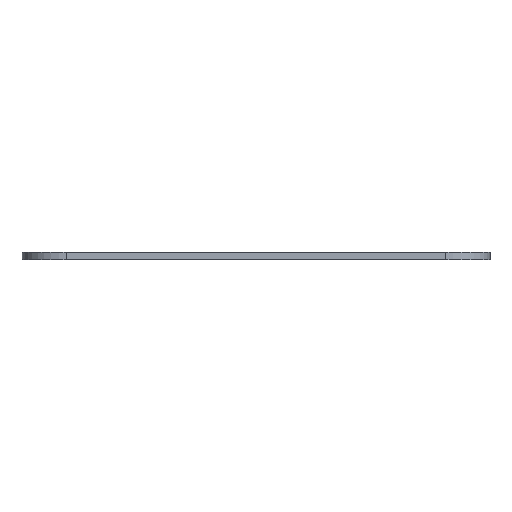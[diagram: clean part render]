
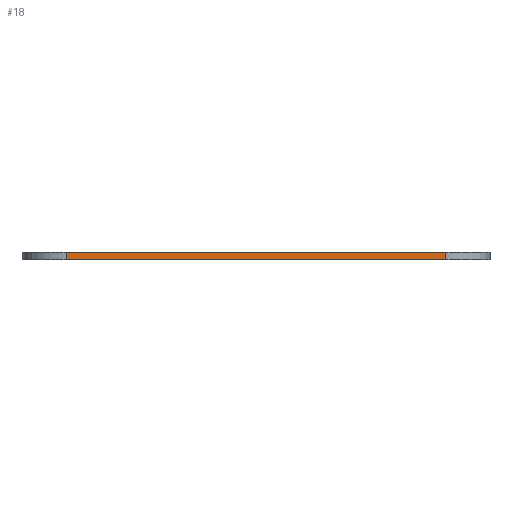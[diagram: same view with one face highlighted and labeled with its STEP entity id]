
A CAD part, left-side view. The second image highlights one B-rep face of the part: STEP entity #18.
In plain terms, the highlighted planar face has unit normal (-1, 0, 0).
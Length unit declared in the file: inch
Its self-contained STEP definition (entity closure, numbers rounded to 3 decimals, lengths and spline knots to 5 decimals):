
#18 = ADVANCED_FACE ( 'NONE', ( #85 ), #267, .T. ) ;
#21 = ORIENTED_EDGE ( 'NONE', *, *, #648, .T. ) ;
#83 = VECTOR ( 'NONE', #249, 39.37008 ) ;
#85 = FACE_OUTER_BOUND ( 'NONE', #575, .T. ) ;
#112 = DIRECTION ( 'NONE',  ( 0., 0., 1. ) ) ;
#130 = VERTEX_POINT ( 'NONE', #272 ) ;
#136 = AXIS2_PLACEMENT_3D ( 'NONE', #649, #719, #655 ) ;
#150 = VECTOR ( 'NONE', #774, 39.37008 ) ;
#199 = ORIENTED_EDGE ( 'NONE', *, *, #773, .F. ) ;
#201 = CARTESIAN_POINT ( 'NONE',  ( -1.75, -1.25, 0. ) ) ;
#224 = DIRECTION ( 'NONE',  ( 0., -1., 0. ) ) ;
#230 = CARTESIAN_POINT ( 'NONE',  ( -1.75, 1.01378, -0.03937 ) ) ;
#249 = DIRECTION ( 'NONE',  ( 0., 0., -1. ) ) ;
#263 = VERTEX_POINT ( 'NONE', #432 ) ;
#267 = PLANE ( 'NONE',  #136 ) ;
#272 = CARTESIAN_POINT ( 'NONE',  ( -1.75, 1.01378, 0. ) ) ;
#288 = CARTESIAN_POINT ( 'NONE',  ( -1.75, -1.25, -0.03937 ) ) ;
#379 = VECTOR ( 'NONE', #112, 39.37008 ) ;
#431 = LINE ( 'NONE', #547, #379 ) ;
#432 = CARTESIAN_POINT ( 'NONE',  ( -1.75, -1.01378, 0. ) ) ;
#464 = LINE ( 'NONE', #288, #150 ) ;
#497 = ORIENTED_EDGE ( 'NONE', *, *, #666, .T. ) ;
#537 = CARTESIAN_POINT ( 'NONE',  ( -1.75, -1.01378, -0.03937 ) ) ;
#547 = CARTESIAN_POINT ( 'NONE',  ( -1.75, -1.01378, -0.03937 ) ) ;
#564 = VERTEX_POINT ( 'NONE', #230 ) ;
#575 = EDGE_LOOP ( 'NONE', ( #199, #21, #632, #497 ) ) ;
#579 = EDGE_CURVE ( 'NONE', #564, #711, #464, .T. ) ;
#601 = VECTOR ( 'NONE', #224, 39.37008 ) ;
#632 = ORIENTED_EDGE ( 'NONE', *, *, #579, .T. ) ;
#648 = EDGE_CURVE ( 'NONE', #130, #564, #665, .T. ) ;
#649 = CARTESIAN_POINT ( 'NONE',  ( -1.75, -1.25, -0.03937 ) ) ;
#655 = DIRECTION ( 'NONE',  ( 0., 0., 1. ) ) ;
#665 = LINE ( 'NONE', #784, #83 ) ;
#666 = EDGE_CURVE ( 'NONE', #711, #263, #431, .T. ) ;
#711 = VERTEX_POINT ( 'NONE', #537 ) ;
#719 = DIRECTION ( 'NONE',  ( -1., 0., 0. ) ) ;
#764 = LINE ( 'NONE', #201, #601 ) ;
#773 = EDGE_CURVE ( 'NONE', #130, #263, #764, .T. ) ;
#774 = DIRECTION ( 'NONE',  ( 0., -1., 0. ) ) ;
#784 = CARTESIAN_POINT ( 'NONE',  ( -1.75, 1.01378, -0.03937 ) ) ;
